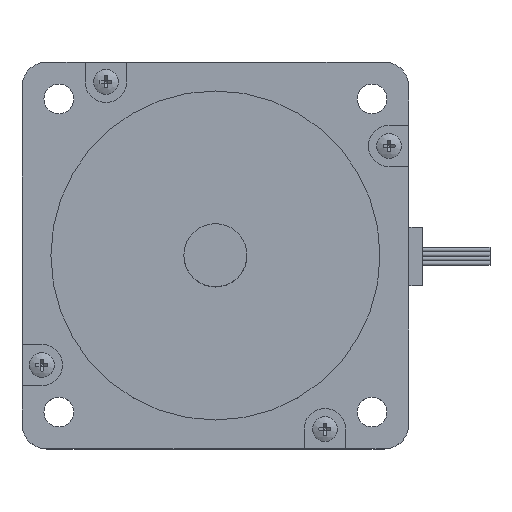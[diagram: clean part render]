
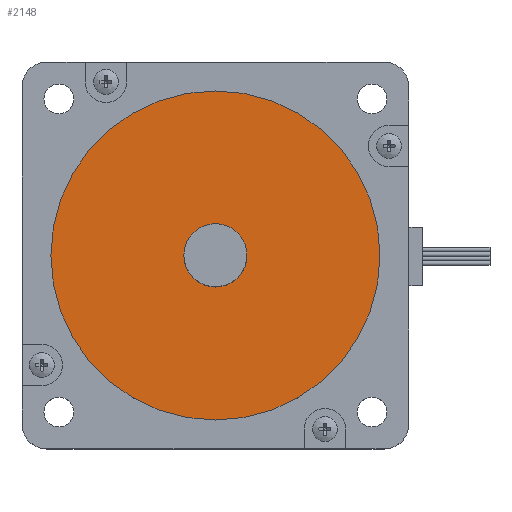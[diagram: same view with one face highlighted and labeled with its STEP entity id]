
A CAD part, top view. The second image highlights one B-rep face of the part: STEP entity #2148.
In plain terms, the highlighted planar face has unit normal (0, 0, 1).
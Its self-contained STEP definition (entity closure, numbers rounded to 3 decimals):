
#2125=CARTESIAN_POINT('',(36.513,0.,19.6));
#2126=VERTEX_POINT('',#2125);
#2127=CARTESIAN_POINT('',(0.0,0.0,19.6));
#2128=DIRECTION('',(0.0,0.0,-1.0));
#2129=DIRECTION('',(-1.0,0.0,0.0));
#2130=AXIS2_PLACEMENT_3D('',#2127,#2128,#2129);
#2131=CIRCLE('',#2130,36.513);
#2132=EDGE_CURVE('',#2126,#2126,#2131,.T.);
#2140=CARTESIAN_POINT('',(0.0,0.0,19.6));
#2141=DIRECTION('',(0.0,0.0,-1.0));
#2142=DIRECTION('',(-1.0,0.0,0.0));
#2143=AXIS2_PLACEMENT_3D('',#2140,#2141,#2142);
#2144=PLANE('',#2143);
#2145=ORIENTED_EDGE('',*,*,#2132,.F.);
#2146=EDGE_LOOP('',(#2145));
#2147=FACE_OUTER_BOUND('',#2146,.T.);
#2148=ADVANCED_FACE('',(#2147),#2144,.F.);
